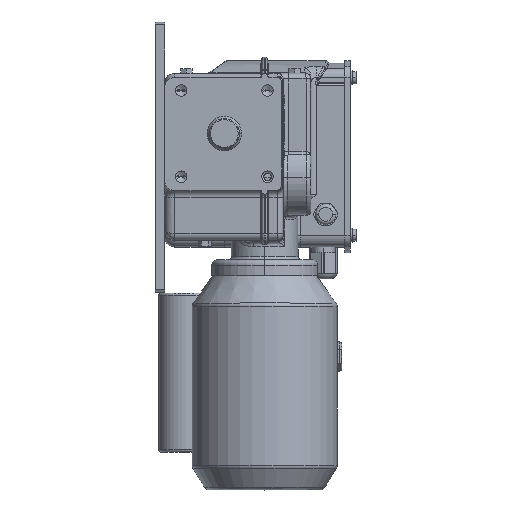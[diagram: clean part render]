
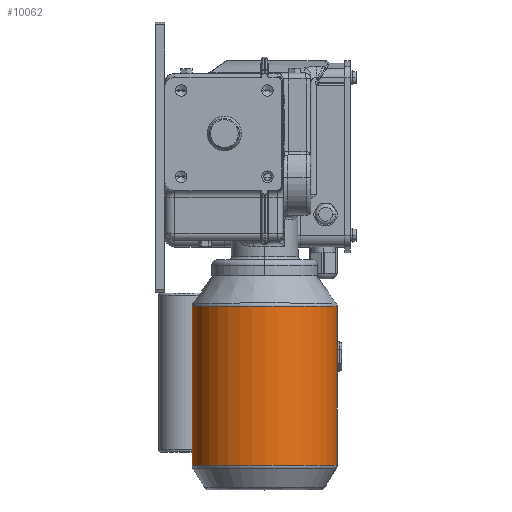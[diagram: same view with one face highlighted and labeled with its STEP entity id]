
A CAD part, top view. The second image highlights one B-rep face of the part: STEP entity #10062.
In plain terms, the highlighted cylindrical face has radius 63 mm (diameter 126 mm), a partial arc.
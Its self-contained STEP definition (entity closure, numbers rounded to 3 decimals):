
#35 = CARTESIAN_POINT ( 'NONE',  ( 0., 0., 0. ) ) ;
#272 = ORIENTED_EDGE ( 'NONE', *, *, #10986, .T. ) ;
#336 = LINE ( 'NONE', #17325, #13659 ) ;
#527 = CARTESIAN_POINT ( 'NONE',  ( 0., -164.615, 0. ) ) ;
#1316 = AXIS2_PLACEMENT_3D ( 'NONE', #35, #3495, #6362 ) ;
#1331 = EDGE_CURVE ( 'NONE', #14273, #2178, #13821, .T. ) ;
#1842 = EDGE_LOOP ( 'NONE', ( #7754, #7067, #12242, #272 ) ) ;
#1864 = CYLINDRICAL_SURFACE ( 'NONE', #1316, 63. ) ;
#2178 = VERTEX_POINT ( 'NONE', #7352 ) ;
#2345 = DIRECTION ( 'NONE',  ( 0., 0., -1. ) ) ;
#3185 = FACE_OUTER_BOUND ( 'NONE', #1842, .T. ) ;
#3495 = DIRECTION ( 'NONE',  ( 0., 1., 0. ) ) ;
#3501 = CARTESIAN_POINT ( 'NONE',  ( 0., -26.613, 0. ) ) ;
#6159 = CARTESIAN_POINT ( 'NONE',  ( 0., -26.613, -63. ) ) ;
#6362 = DIRECTION ( 'NONE',  ( 0., 0., 1. ) ) ;
#6874 = CARTESIAN_POINT ( 'NONE',  ( 0., -164.615, -63. ) ) ;
#7039 = CARTESIAN_POINT ( 'NONE',  ( 0., 0., -63. ) ) ;
#7067 = ORIENTED_EDGE ( 'NONE', *, *, #1331, .T. ) ;
#7352 = CARTESIAN_POINT ( 'NONE',  ( 0., -164.615, 63. ) ) ;
#7754 = ORIENTED_EDGE ( 'NONE', *, *, #17511, .F. ) ;
#8762 = VERTEX_POINT ( 'NONE', #17925 ) ;
#8951 = VECTOR ( 'NONE', #13219, 1000. ) ;
#9619 = DIRECTION ( 'NONE',  ( 0., 0., -1. ) ) ;
#10062 = ADVANCED_FACE ( 'NONE', ( #3185 ), #1864, .T. ) ;
#10123 = EDGE_CURVE ( 'NONE', #2178, #8762, #336, .T. ) ;
#10479 = AXIS2_PLACEMENT_3D ( 'NONE', #3501, #15900, #9619 ) ;
#10930 = AXIS2_PLACEMENT_3D ( 'NONE', #527, #16280, #2345 ) ;
#10986 = EDGE_CURVE ( 'NONE', #8762, #14198, #14349, .T. ) ;
#12242 = ORIENTED_EDGE ( 'NONE', *, *, #10123, .T. ) ;
#13219 = DIRECTION ( 'NONE',  ( 0., 1., 0. ) ) ;
#13659 = VECTOR ( 'NONE', #14263, 1000. ) ;
#13821 = CIRCLE ( 'NONE', #10930, 63. ) ;
#14198 = VERTEX_POINT ( 'NONE', #6159 ) ;
#14263 = DIRECTION ( 'NONE',  ( 0., 1., 0. ) ) ;
#14273 = VERTEX_POINT ( 'NONE', #6874 ) ;
#14349 = CIRCLE ( 'NONE', #10479, 63. ) ;
#15900 = DIRECTION ( 'NONE',  ( 0., -1., 0. ) ) ;
#16058 = LINE ( 'NONE', #7039, #8951 ) ;
#16280 = DIRECTION ( 'NONE',  ( 0., 1., 0. ) ) ;
#17325 = CARTESIAN_POINT ( 'NONE',  ( 0., 0., 63. ) ) ;
#17511 = EDGE_CURVE ( 'NONE', #14273, #14198, #16058, .T. ) ;
#17925 = CARTESIAN_POINT ( 'NONE',  ( 0., -26.613, 63. ) ) ;
